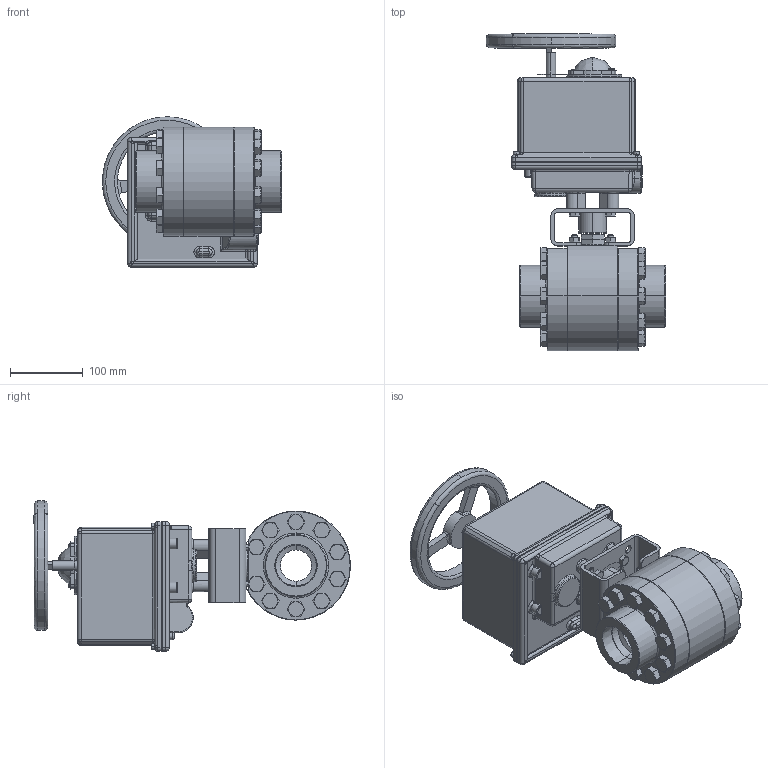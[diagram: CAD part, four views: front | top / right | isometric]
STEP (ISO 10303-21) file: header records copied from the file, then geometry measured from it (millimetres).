
FILE_DESCRIPTION (( 'STEP AP203' ), '1' );
FILE_NAME ('10000F-200-PT_ER-15.STEP', '2017-11-01T19:24:51', ( '' ), ( '' ), 'SwSTEP 2.0', 'SolidWorks 2014', '' );
FILE_SCHEMA (( 'CONFIG_CONTROL_DESIGN' ));
Length unit declared in the file: inch
Products named in the file (1): 10000F-200-PT_ER-15
Bounding box: 245.74 x 435.05 x 206.35 mm (x, y, z)
Surface area: 466045.2 mm2 (no closed solid volume)
Topology: 0 solids, 107 shells, 1057 faces, 3077 edges, 2054 vertices
Faces by surface type: plane 379, cylinder 323, cone 198, bspline 151, torus 6
Entity records: 46174 total; most frequent: CARTESIAN_POINT 20330, DIRECTION 5091, ORIENTED_EDGE 5022, EDGE_CURVE 3058, VERTEX_POINT 2054, AXIS2_PLACEMENT_3D 1919, LINE 1253, VECTOR 1253
